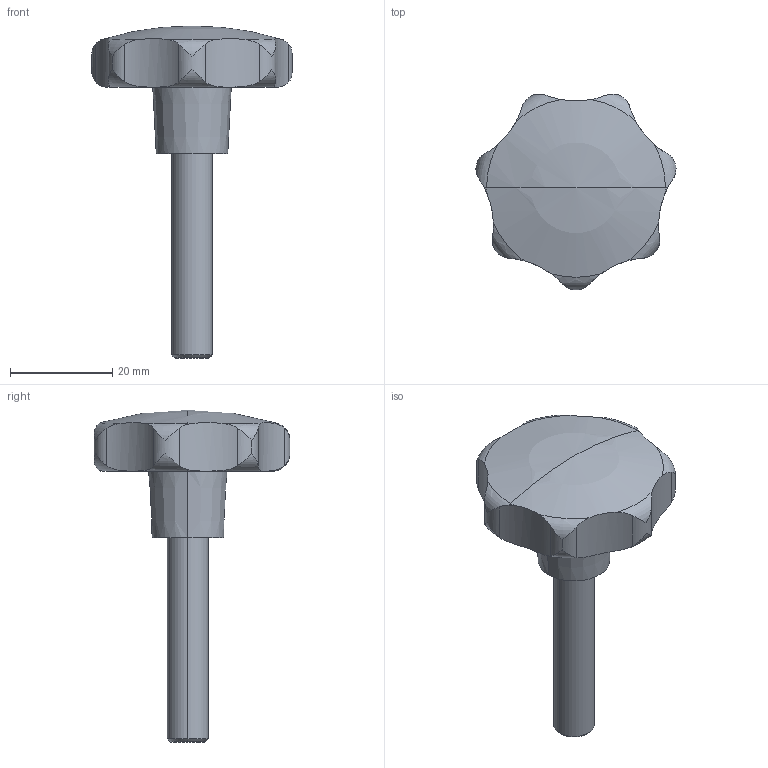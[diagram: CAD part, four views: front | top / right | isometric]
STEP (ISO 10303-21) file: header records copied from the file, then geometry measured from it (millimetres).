
FILE_DESCRIPTION(('STEP AP214'),'1');
FILE_NAME('HALDERN_EH_24740_0158.stp','2017-08-10T07:45:14',('TraceParts'),('TraceParts S.A.'),'Spatial InterOp 3D',' ',' ');
FILE_SCHEMA(('automotive_design'));
Length unit declared in the file: millimetre
Products named in the file (1): HALDERN_EH_24740_0158
Bounding box: 39.17 x 38.37 x 65 mm (x, y, z)
Volume: 12998.7 mm3; surface area: 5361.7 mm2
Topology: 1 solids, 1 shells, 46 faces, 128 edges, 85 vertices
Faces by surface type: cylinder 19, torus 13, cone 8, plane 4, sphere 2
Entity records: 2183 total; most frequent: CARTESIAN_POINT 696, ORIENTED_EDGE 252, DIRECTION 199, EDGE_CURVE 126, AXIS2_PLACEMENT_3D 86, VERTEX_POINT 85, B_SPLINE_CURVE_WITH_KNOTS 60, EDGE_LOOP 49
